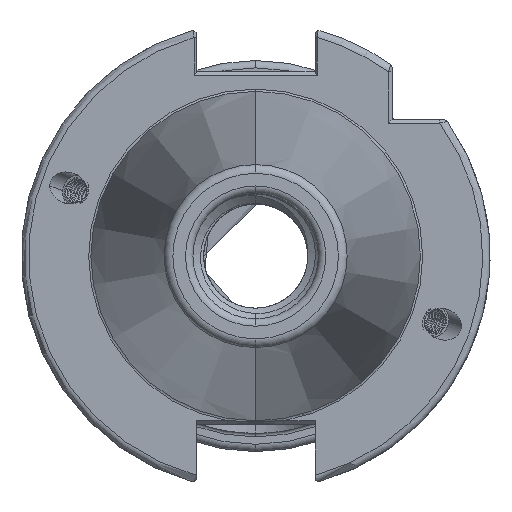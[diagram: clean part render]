
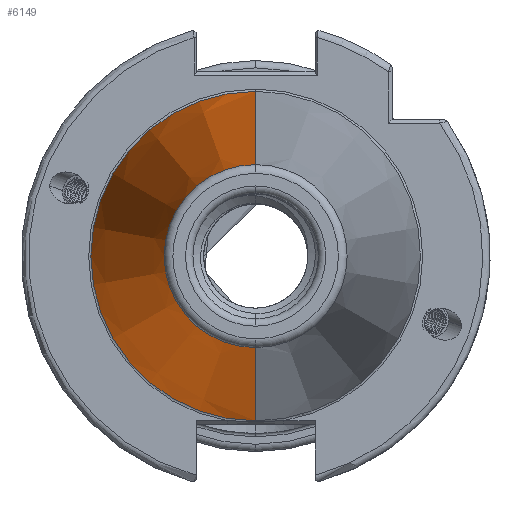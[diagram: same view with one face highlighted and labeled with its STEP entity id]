
A CAD part, left-side view. The second image highlights one B-rep face of the part: STEP entity #6149.
In plain terms, the highlighted conical face has half-angle 8.297 degrees and reference radius 22.692 mm.
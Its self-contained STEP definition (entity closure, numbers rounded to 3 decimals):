
#2229 = CARTESIAN_POINT ( 'NONE',  ( -70.573, 0., 12.4 ) ) ;
#2262 = CARTESIAN_POINT ( 'NONE',  ( -2.5, 0., -22.327 ) ) ;
#3452 = ORIENTED_EDGE ( 'NONE', *, *, #18720, .F. ) ;
#3475 = ORIENTED_EDGE ( 'NONE', *, *, #18710, .T. ) ;
#3709 = ORIENTED_EDGE ( 'NONE', *, *, #18713, .F. ) ;
#3725 = ORIENTED_EDGE ( 'NONE', *, *, #18715, .T. ) ;
#4516 = CARTESIAN_POINT ( 'NONE',  ( -2.5, 0., 22.327 ) ) ;
#4998 = CARTESIAN_POINT ( 'NONE',  ( -70.573, 0., -12.4 ) ) ;
#6149 = ADVANCED_FACE ( 'NONE', ( #17025 ), #16958, .T. ) ;
#7295 = VECTOR ( 'NONE', #13948, 1000. ) ;
#7297 = VECTOR ( 'NONE', #13928, 1000. ) ;
#7304 = LINE ( 'NONE', #13933, #7295 ) ;
#7313 = CIRCLE ( 'NONE', #13794, 12.4 ) ;
#7320 = CIRCLE ( 'NONE', #13777, 22.327 ) ;
#7326 = LINE ( 'NONE', #13937, #7297 ) ;
#8532 = CARTESIAN_POINT ( 'NONE',  ( 0., 0., 0. ) ) ;
#8538 = DIRECTION ( 'NONE',  ( 1., 0., 0. ) ) ;
#8539 = DIRECTION ( 'NONE',  ( 0., 0., -1. ) ) ;
#13777 = AXIS2_PLACEMENT_3D ( 'NONE', #13961, #13982, #13974 ) ;
#13794 = AXIS2_PLACEMENT_3D ( 'NONE', #13946, #13935, #13917 ) ;
#13917 = DIRECTION ( 'NONE',  ( 0., 0., 1. ) ) ;
#13928 = DIRECTION ( 'NONE',  ( 0.99, 0., 0.144 ) ) ;
#13933 = CARTESIAN_POINT ( 'NONE',  ( 0., 0., -22.692 ) ) ;
#13935 = DIRECTION ( 'NONE',  ( 1., 0., 0. ) ) ;
#13937 = CARTESIAN_POINT ( 'NONE',  ( 0., 0., 22.692 ) ) ;
#13946 = CARTESIAN_POINT ( 'NONE',  ( -70.573, 0., 0. ) ) ;
#13948 = DIRECTION ( 'NONE',  ( 0.99, 0., -0.144 ) ) ;
#13961 = CARTESIAN_POINT ( 'NONE',  ( -2.5, 0., 0. ) ) ;
#13974 = DIRECTION ( 'NONE',  ( 0., 0., -1. ) ) ;
#13982 = DIRECTION ( 'NONE',  ( 1., 0., 0. ) ) ;
#15180 = EDGE_LOOP ( 'NONE', ( #3475, #3725, #3452, #3709 ) ) ;
#16958 = CONICAL_SURFACE ( 'NONE', #18106, 22.692, 0.145 ) ;
#17025 = FACE_OUTER_BOUND ( 'NONE', #15180, .T. ) ;
#17310 = VERTEX_POINT ( 'NONE', #4998 ) ;
#17370 = VERTEX_POINT ( 'NONE', #4516 ) ;
#17372 = VERTEX_POINT ( 'NONE', #2262 ) ;
#17397 = VERTEX_POINT ( 'NONE', #2229 ) ;
#18106 = AXIS2_PLACEMENT_3D ( 'NONE', #8532, #8538, #8539 ) ;
#18710 = EDGE_CURVE ( 'NONE', #17310, #17397, #7313, .T. ) ;
#18713 = EDGE_CURVE ( 'NONE', #17310, #17372, #7304, .T. ) ;
#18715 = EDGE_CURVE ( 'NONE', #17397, #17370, #7326, .T. ) ;
#18720 = EDGE_CURVE ( 'NONE', #17372, #17370, #7320, .T. ) ;
